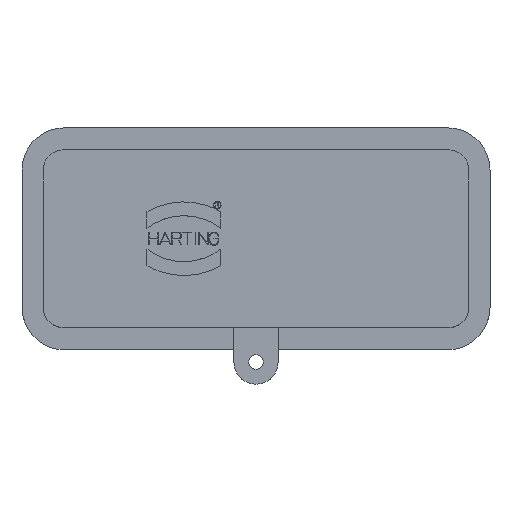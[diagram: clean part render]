
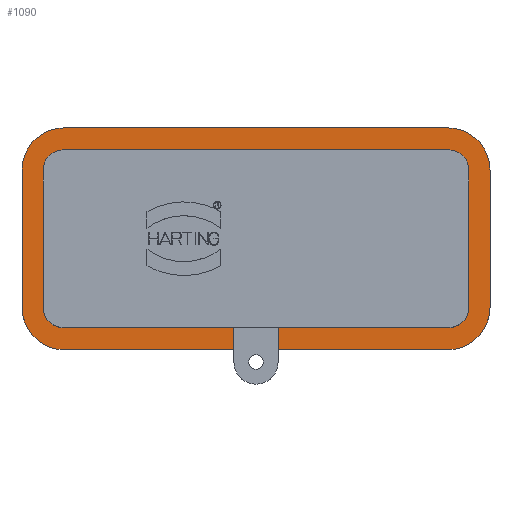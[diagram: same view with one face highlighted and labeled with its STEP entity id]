
A CAD part, top view. The second image highlights one B-rep face of the part: STEP entity #1090.
In plain terms, the highlighted planar face has unit normal (0, 0, 1).
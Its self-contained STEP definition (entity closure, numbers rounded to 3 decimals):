
#882=CIRCLE('',#5181,4.1);
#887=CIRCLE('',#5192,4.1);
#888=CIRCLE('',#5195,4.1);
#889=CIRCLE('',#5198,4.1);
#890=CIRCLE('',#5200,8.6);
#891=CIRCLE('',#5201,8.6);
#892=CIRCLE('',#5202,8.6);
#893=CIRCLE('',#5203,8.6);
#1090=ADVANCED_FACE('',(#1461),#1262,.F.);
#1262=PLANE('',#5204);
#1461=FACE_OUTER_BOUND('',#1694,.T.);
#1694=EDGE_LOOP('',(#2647,#2648,#2649,#2650,#2651,#2652,#2653,#2654,#2655,
#2656,#2657,#2658,#2659,#2660,#2661,#2662,#2663,#2664,#2665,#2666));
#2647=ORIENTED_EDGE('',*,*,#3774,.F.);
#2648=ORIENTED_EDGE('',*,*,#3777,.F.);
#2649=ORIENTED_EDGE('',*,*,#3794,.F.);
#2650=ORIENTED_EDGE('',*,*,#3804,.F.);
#2651=ORIENTED_EDGE('',*,*,#3805,.F.);
#2652=ORIENTED_EDGE('',*,*,#3806,.F.);
#2653=ORIENTED_EDGE('',*,*,#3807,.F.);
#2654=ORIENTED_EDGE('',*,*,#3808,.F.);
#2655=ORIENTED_EDGE('',*,*,#3809,.F.);
#2656=ORIENTED_EDGE('',*,*,#3810,.F.);
#2657=ORIENTED_EDGE('',*,*,#3811,.F.);
#2658=ORIENTED_EDGE('',*,*,#3812,.F.);
#2659=ORIENTED_EDGE('',*,*,#3813,.F.);
#2660=ORIENTED_EDGE('',*,*,#3814,.F.);
#2661=ORIENTED_EDGE('',*,*,#3791,.F.);
#2662=ORIENTED_EDGE('',*,*,#3796,.F.);
#2663=ORIENTED_EDGE('',*,*,#3798,.F.);
#2664=ORIENTED_EDGE('',*,*,#3800,.F.);
#2665=ORIENTED_EDGE('',*,*,#3802,.F.);
#2666=ORIENTED_EDGE('',*,*,#3803,.F.);
#3235=VERTEX_POINT('',#7447);
#3236=VERTEX_POINT('',#7449);
#3237=VERTEX_POINT('',#7453);
#3240=VERTEX_POINT('',#7462);
#3241=VERTEX_POINT('',#7463);
#3248=VERTEX_POINT('',#7483);
#3249=VERTEX_POINT('',#7485);
#3250=VERTEX_POINT('',#7488);
#3251=VERTEX_POINT('',#7492);
#3252=VERTEX_POINT('',#7496);
#3253=VERTEX_POINT('',#7500);
#3254=VERTEX_POINT('',#7504);
#3255=VERTEX_POINT('',#7511);
#3256=VERTEX_POINT('',#7513);
#3257=VERTEX_POINT('',#7515);
#3258=VERTEX_POINT('',#7517);
#3259=VERTEX_POINT('',#7519);
#3260=VERTEX_POINT('',#7521);
#3261=VERTEX_POINT('',#7523);
#3262=VERTEX_POINT('',#7525);
#3774=EDGE_CURVE('',#3235,#3236,#4265,.T.);
#3777=EDGE_CURVE('',#3237,#3235,#882,.T.);
#3791=EDGE_CURVE('',#3248,#3249,#4277,.T.);
#3794=EDGE_CURVE('',#3250,#3237,#4280,.T.);
#3796=EDGE_CURVE('',#3251,#3248,#887,.T.);
#3798=EDGE_CURVE('',#3252,#3251,#4283,.T.);
#3800=EDGE_CURVE('',#3253,#3252,#888,.T.);
#3802=EDGE_CURVE('',#3254,#3253,#4286,.T.);
#3803=EDGE_CURVE('',#3236,#3254,#889,.T.);
#3804=EDGE_CURVE('',#3240,#3250,#4287,.T.);
#3805=EDGE_CURVE('',#3255,#3240,#4288,.T.);
#3806=EDGE_CURVE('',#3256,#3255,#890,.T.);
#3807=EDGE_CURVE('',#3257,#3256,#4289,.T.);
#3808=EDGE_CURVE('',#3258,#3257,#891,.T.);
#3809=EDGE_CURVE('',#3259,#3258,#4290,.T.);
#3810=EDGE_CURVE('',#3260,#3259,#892,.T.);
#3811=EDGE_CURVE('',#3261,#3260,#4291,.T.);
#3812=EDGE_CURVE('',#3262,#3261,#893,.T.);
#3813=EDGE_CURVE('',#3241,#3262,#4292,.T.);
#3814=EDGE_CURVE('',#3249,#3241,#4293,.T.);
#4265=LINE('',#7448,#4738);
#4277=LINE('',#7484,#4750);
#4280=LINE('',#7489,#4753);
#4283=LINE('',#7497,#4756);
#4286=LINE('',#7505,#4759);
#4287=LINE('',#7509,#4760);
#4288=LINE('',#7510,#4761);
#4289=LINE('',#7514,#4762);
#4290=LINE('',#7518,#4763);
#4291=LINE('',#7522,#4764);
#4292=LINE('',#7526,#4765);
#4293=LINE('',#7527,#4766);
#4738=VECTOR('',#6132,1.);
#4750=VECTOR('',#6166,1.);
#4753=VECTOR('',#6169,1.);
#4756=VECTOR('',#6178,1.);
#4759=VECTOR('',#6187,1.);
#4760=VECTOR('',#6194,1.);
#4761=VECTOR('',#6195,1.);
#4762=VECTOR('',#6198,1.);
#4763=VECTOR('',#6201,1.);
#4764=VECTOR('',#6204,1.);
#4765=VECTOR('',#6207,1.);
#4766=VECTOR('',#6208,1.);
#5181=AXIS2_PLACEMENT_3D('',#7454,#6137,#6138);
#5192=AXIS2_PLACEMENT_3D('',#7493,#6173,#6174);
#5195=AXIS2_PLACEMENT_3D('',#7501,#6182,#6183);
#5198=AXIS2_PLACEMENT_3D('',#7507,#6190,#6191);
#5200=AXIS2_PLACEMENT_3D('',#7512,#6196,#6197);
#5201=AXIS2_PLACEMENT_3D('',#7516,#6199,#6200);
#5202=AXIS2_PLACEMENT_3D('',#7520,#6202,#6203);
#5203=AXIS2_PLACEMENT_3D('',#7524,#6205,#6206);
#5204=AXIS2_PLACEMENT_3D('',#7528,#6209,#6210);
#6132=DIRECTION('',(0.,1.,0.));
#6137=DIRECTION('',(0.,0.,1.));
#6138=DIRECTION('',(0.,-1.,0.));
#6166=DIRECTION('',(1.,0.,0.));
#6169=DIRECTION('',(1.,0.,0.));
#6173=DIRECTION('',(0.,0.,1.));
#6174=DIRECTION('',(-1.,0.,0.));
#6178=DIRECTION('',(0.,-1.,0.));
#6182=DIRECTION('',(0.,0.,1.));
#6183=DIRECTION('',(0.,1.,0.));
#6187=DIRECTION('',(-1.,0.,0.));
#6190=DIRECTION('',(0.,0.,1.));
#6191=DIRECTION('',(1.,0.,0.));
#6194=DIRECTION('',(0.,1.,0.));
#6195=DIRECTION('',(-1.,0.,0.));
#6196=DIRECTION('',(0.,0.,-1.));
#6197=DIRECTION('',(-1.,0.,0.));
#6198=DIRECTION('',(0.,-1.,0.));
#6199=DIRECTION('',(0.,0.,-1.));
#6200=DIRECTION('',(-1.,0.,0.));
#6201=DIRECTION('',(1.,0.,0.));
#6202=DIRECTION('',(0.,0.,-1.));
#6203=DIRECTION('',(-1.,0.,0.));
#6204=DIRECTION('',(0.,1.,0.));
#6205=DIRECTION('',(0.,0.,-1.));
#6206=DIRECTION('',(-1.,0.,0.));
#6207=DIRECTION('',(-1.,0.,0.));
#6208=DIRECTION('',(0.,-1.,0.));
#6209=DIRECTION('',(0.,0.,-1.));
#6210=DIRECTION('',(1.,0.,0.));
#7447=CARTESIAN_POINT('',(43.35,-14.,1.));
#7448=CARTESIAN_POINT('',(43.35,-14.,1.));
#7449=CARTESIAN_POINT('',(43.35,14.,1.));
#7453=CARTESIAN_POINT('',(39.25,-18.1,1.));
#7454=CARTESIAN_POINT('',(39.25,-14.,1.));
#7462=CARTESIAN_POINT('',(4.5,-22.6,1.));
#7463=CARTESIAN_POINT('',(-4.5,-22.6,1.));
#7483=CARTESIAN_POINT('',(-39.25,-18.1,1.));
#7484=CARTESIAN_POINT('',(-39.25,-18.1,1.));
#7485=CARTESIAN_POINT('',(-4.5,-18.1,1.));
#7488=CARTESIAN_POINT('',(4.5,-18.1,1.));
#7489=CARTESIAN_POINT('',(5.5,-18.1,1.));
#7492=CARTESIAN_POINT('',(-43.35,-14.,1.));
#7493=CARTESIAN_POINT('',(-39.25,-14.,1.));
#7496=CARTESIAN_POINT('',(-43.35,14.,1.));
#7497=CARTESIAN_POINT('',(-43.35,14.,1.));
#7500=CARTESIAN_POINT('',(-39.25,18.1,1.));
#7501=CARTESIAN_POINT('',(-39.25,14.,1.));
#7504=CARTESIAN_POINT('',(39.25,18.1,1.));
#7505=CARTESIAN_POINT('',(39.25,18.1,1.));
#7507=CARTESIAN_POINT('',(39.25,14.,1.));
#7509=CARTESIAN_POINT('',(4.5,-21.6,1.));
#7510=CARTESIAN_POINT('',(-50.032,-22.6,1.));
#7511=CARTESIAN_POINT('',(39.05,-22.6,1.));
#7512=CARTESIAN_POINT('',(39.05,-14.,1.));
#7513=CARTESIAN_POINT('',(47.65,-14.,1.));
#7514=CARTESIAN_POINT('',(47.65,23.73,1.));
#7515=CARTESIAN_POINT('',(47.65,14.,1.));
#7516=CARTESIAN_POINT('',(39.05,14.,1.));
#7517=CARTESIAN_POINT('',(39.05,22.6,1.));
#7518=CARTESIAN_POINT('',(-50.032,22.6,1.));
#7519=CARTESIAN_POINT('',(-39.05,22.6,1.));
#7520=CARTESIAN_POINT('',(-39.05,14.,1.));
#7521=CARTESIAN_POINT('',(-47.65,14.,1.));
#7522=CARTESIAN_POINT('',(-47.65,23.73,1.));
#7523=CARTESIAN_POINT('',(-47.65,-14.,1.));
#7524=CARTESIAN_POINT('',(-39.05,-14.,1.));
#7525=CARTESIAN_POINT('',(-39.05,-22.6,1.));
#7526=CARTESIAN_POINT('',(-50.032,-22.6,1.));
#7527=CARTESIAN_POINT('',(-4.5,-20.1,1.));
#7528=CARTESIAN_POINT('',(-50.032,23.73,1.));
